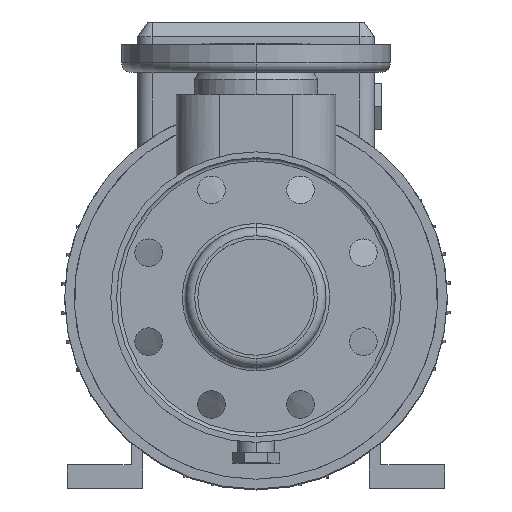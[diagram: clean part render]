
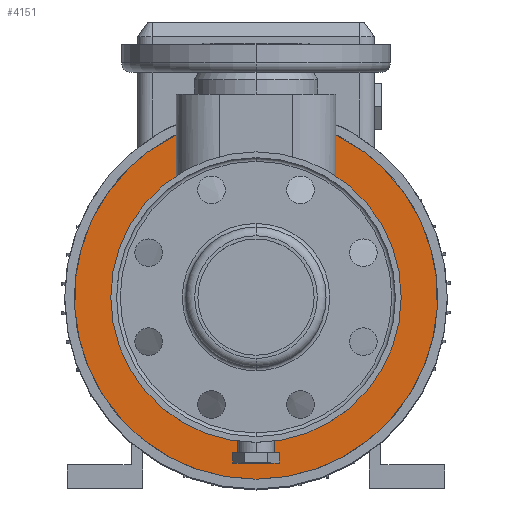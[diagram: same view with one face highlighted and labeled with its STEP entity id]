
A CAD part, top view. The second image highlights one B-rep face of the part: STEP entity #4151.
In plain terms, the highlighted planar face has unit normal (0, 0, 1).
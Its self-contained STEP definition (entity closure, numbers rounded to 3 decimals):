
#143 = LINE ( 'NONE', #4465, #8710 ) ;
#285 = CARTESIAN_POINT ( 'NONE',  ( 0., 0., -58. ) ) ;
#472 = CIRCLE ( 'NONE', #9762, 97. ) ;
#495 = DIRECTION ( 'NONE',  ( 0., -1., 0. ) ) ;
#1359 = VERTEX_POINT ( 'NONE', #8598 ) ;
#1440 = DIRECTION ( 'NONE',  ( 0., -1., 0. ) ) ;
#2255 = CIRCLE ( 'NONE', #9166, 125. ) ;
#2348 = CARTESIAN_POINT ( 'NONE',  ( 55., 112.25, -58. ) ) ;
#2448 = CARTESIAN_POINT ( 'NONE',  ( 0., -125., -58. ) ) ;
#2867 = DIRECTION ( 'NONE',  ( 0., -1., 0. ) ) ;
#2962 = ORIENTED_EDGE ( 'NONE', *, *, #3960, .F. ) ;
#3960 = EDGE_CURVE ( 'NONE', #6941, #4221, #9117, .T. ) ;
#4151 = ADVANCED_FACE ( 'NONE', ( #7477 ), #11622, .F. ) ;
#4207 = DIRECTION ( 'NONE',  ( 0., 0., 1. ) ) ;
#4217 = CARTESIAN_POINT ( 'NONE',  ( 0., 0., -58. ) ) ;
#4221 = VERTEX_POINT ( 'NONE', #2348 ) ;
#4278 = DIRECTION ( 'NONE',  ( 0., 0., 1. ) ) ;
#4465 = CARTESIAN_POINT ( 'NONE',  ( -55., -131.702, -58. ) ) ;
#4645 = CIRCLE ( 'NONE', #7661, 125. ) ;
#4698 = VERTEX_POINT ( 'NONE', #2448 ) ;
#4964 = CARTESIAN_POINT ( 'NONE',  ( 55., 79.9, -58. ) ) ;
#5219 = AXIS2_PLACEMENT_3D ( 'NONE', #285, #4278, #9622 ) ;
#5472 = ORIENTED_EDGE ( 'NONE', *, *, #7093, .F. ) ;
#5577 = DIRECTION ( 'NONE',  ( 0., 0., -1. ) ) ;
#5600 = VERTEX_POINT ( 'NONE', #7322 ) ;
#5627 = CARTESIAN_POINT ( 'NONE',  ( 0., 0., -58. ) ) ;
#5652 = CIRCLE ( 'NONE', #5219, 97. ) ;
#6458 = CARTESIAN_POINT ( 'NONE',  ( 0., -97., -58. ) ) ;
#6660 = CARTESIAN_POINT ( 'NONE',  ( 0., 97., -58. ) ) ;
#6827 = ORIENTED_EDGE ( 'NONE', *, *, #7114, .F. ) ;
#6941 = VERTEX_POINT ( 'NONE', #4964 ) ;
#7093 = EDGE_CURVE ( 'NONE', #11280, #6941, #472, .T. ) ;
#7114 = EDGE_CURVE ( 'NONE', #5600, #11280, #5652, .T. ) ;
#7322 = CARTESIAN_POINT ( 'NONE',  ( -55., 79.9, -58. ) ) ;
#7379 = DIRECTION ( 'NONE',  ( 0., 0., 1. ) ) ;
#7477 = FACE_OUTER_BOUND ( 'NONE', #10370, .T. ) ;
#7661 = AXIS2_PLACEMENT_3D ( 'NONE', #5627, #10578, #495 ) ;
#8492 = DIRECTION ( 'NONE',  ( 0., 1., 0. ) ) ;
#8587 = DIRECTION ( 'NONE',  ( 0., 1., 0. ) ) ;
#8598 = CARTESIAN_POINT ( 'NONE',  ( -55., 112.25, -58. ) ) ;
#8710 = VECTOR ( 'NONE', #8587, 1000. ) ;
#8723 = ORIENTED_EDGE ( 'NONE', *, *, #11747, .T. ) ;
#8762 = EDGE_CURVE ( 'NONE', #5600, #1359, #143, .T. ) ;
#9117 = LINE ( 'NONE', #10078, #9358 ) ;
#9166 = AXIS2_PLACEMENT_3D ( 'NONE', #12212, #4207, #2867 ) ;
#9358 = VECTOR ( 'NONE', #10965, 1000. ) ;
#9622 = DIRECTION ( 'NONE',  ( 0., -1., 0. ) ) ;
#9762 = AXIS2_PLACEMENT_3D ( 'NONE', #4217, #7379, #1440 ) ;
#10078 = CARTESIAN_POINT ( 'NONE',  ( 55., -131.702, -58. ) ) ;
#10370 = EDGE_LOOP ( 'NONE', ( #2962, #5472, #6827, #10376, #8723, #10640 ) ) ;
#10376 = ORIENTED_EDGE ( 'NONE', *, *, #8762, .T. ) ;
#10578 = DIRECTION ( 'NONE',  ( 0., 0., 1. ) ) ;
#10640 = ORIENTED_EDGE ( 'NONE', *, *, #10827, .T. ) ;
#10827 = EDGE_CURVE ( 'NONE', #4698, #4221, #2255, .T. ) ;
#10874 = AXIS2_PLACEMENT_3D ( 'NONE', #6660, #5577, #8492 ) ;
#10965 = DIRECTION ( 'NONE',  ( 0., 1., 0. ) ) ;
#11280 = VERTEX_POINT ( 'NONE', #6458 ) ;
#11622 = PLANE ( 'NONE',  #10874 ) ;
#11747 = EDGE_CURVE ( 'NONE', #1359, #4698, #4645, .T. ) ;
#12212 = CARTESIAN_POINT ( 'NONE',  ( 0., 0., -58. ) ) ;
